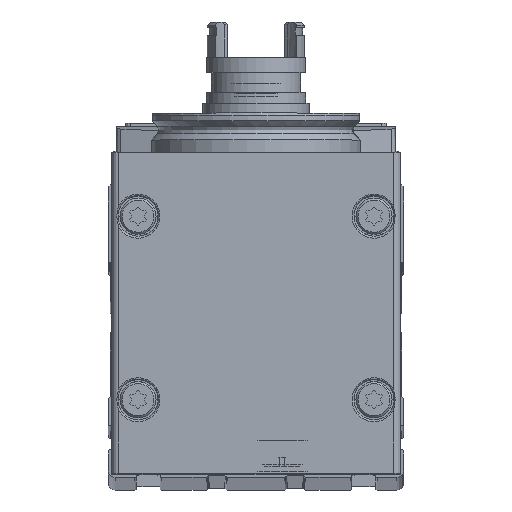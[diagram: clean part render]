
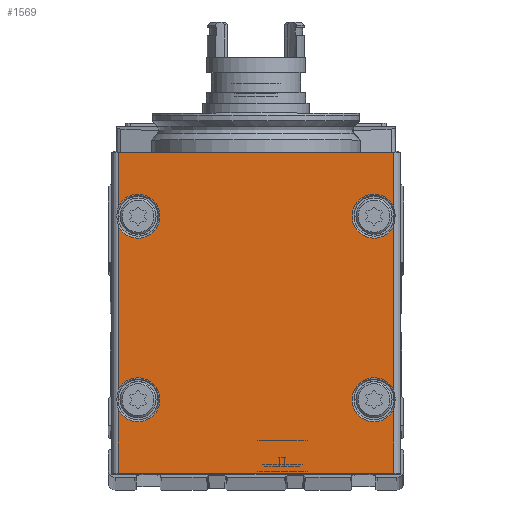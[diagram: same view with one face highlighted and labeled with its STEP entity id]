
A CAD part, top view. The second image highlights one B-rep face of the part: STEP entity #1569.
In plain terms, the highlighted planar face has unit normal (0, 0, 1).
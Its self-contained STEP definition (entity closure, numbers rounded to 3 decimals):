
#1569 = ADVANCED_FACE( '', ( #3543 ), #3544, .F. );
#3543 = FACE_OUTER_BOUND( '', #5963, .T. );
#3544 = PLANE( '', #5964 );
#5963 = EDGE_LOOP( '', ( #10387, #10388, #10389, #10390, #10391, #10392, #10393, #10394, #10395, #10396, #10397, #10398 ) );
#5964 = AXIS2_PLACEMENT_3D( '', #10399, #10400, #10401 );
#10387 = ORIENTED_EDGE( '', *, *, #13994, .T. );
#10388 = ORIENTED_EDGE( '', *, *, #15197, .F. );
#10389 = ORIENTED_EDGE( '', *, *, #15505, .T. );
#10390 = ORIENTED_EDGE( '', *, *, #15195, .F. );
#10391 = ORIENTED_EDGE( '', *, *, #15506, .F. );
#10392 = ORIENTED_EDGE( '', *, *, #15507, .T. );
#10393 = ORIENTED_EDGE( '', *, *, #15508, .T. );
#10394 = ORIENTED_EDGE( '', *, *, #15509, .T. );
#10395 = ORIENTED_EDGE( '', *, *, #15510, .T. );
#10396 = ORIENTED_EDGE( '', *, *, #15511, .T. );
#10397 = ORIENTED_EDGE( '', *, *, #15512, .T. );
#10398 = ORIENTED_EDGE( '', *, *, #15192, .F. );
#10399 = CARTESIAN_POINT( '', ( -21., 49., 52. ) );
#10400 = DIRECTION( '', ( 0., 0., -1. ) );
#10401 = DIRECTION( '', ( -1., 0., 0. ) );
#13994 = EDGE_CURVE( '', #16685, #16686, #16688, .T. );
#15192 = EDGE_CURVE( '', #16685, #18668, #18669, .T. );
#15195 = EDGE_CURVE( '', #18671, #18673, #18674, .T. );
#15197 = EDGE_CURVE( '', #18675, #16686, #18677, .T. );
#15505 = EDGE_CURVE( '', #18675, #18673, #19111, .T. );
#15506 = EDGE_CURVE( '', #19112, #18671, #19113, .T. );
#15507 = EDGE_CURVE( '', #19112, #19114, #19115, .T. );
#15508 = EDGE_CURVE( '', #19114, #19116, #19117, .T. );
#15509 = EDGE_CURVE( '', #19116, #19118, #19119, .T. );
#15510 = EDGE_CURVE( '', #19118, #19120, #19121, .T. );
#15511 = EDGE_CURVE( '', #19120, #19122, #19123, .T. );
#15512 = EDGE_CURVE( '', #19122, #18668, #19124, .T. );
#16685 = VERTEX_POINT( '', #20562 );
#16686 = VERTEX_POINT( '', #20563 );
#16688 = CIRCLE( '', #20574, 3.35 );
#18668 = VERTEX_POINT( '', #23235 );
#18669 = LINE( '', #23236, #23237 );
#18671 = VERTEX_POINT( '', #23239 );
#18673 = VERTEX_POINT( '', #23241 );
#18674 = LINE( '', #23242, #23243 );
#18675 = VERTEX_POINT( '', #23244 );
#18677 = LINE( '', #23255, #23256 );
#19111 = CIRCLE( '', #23881, 3.35 );
#19112 = VERTEX_POINT( '', #23882 );
#19113 = LINE( '', #23883, #23884 );
#19114 = VERTEX_POINT( '', #23885 );
#19115 = LINE( '', #23886, #23887 );
#19116 = VERTEX_POINT( '', #23888 );
#19117 = CIRCLE( '', #23889, 3.35 );
#19118 = VERTEX_POINT( '', #23890 );
#19119 = LINE( '', #23891, #23892 );
#19120 = VERTEX_POINT( '', #23893 );
#19121 = CIRCLE( '', #23894, 3.35 );
#19122 = VERTEX_POINT( '', #23895 );
#19123 = LINE( '', #23896, #23897 );
#19124 = LINE( '', #23898, #23899 );
#20562 = CARTESIAN_POINT( '', ( 21., 9.759, 52. ) );
#20563 = CARTESIAN_POINT( '', ( 21., 12.741, 52. ) );
#20574 = AXIS2_PLACEMENT_3D( '', #25605, #25606, #25607 );
#23235 = CARTESIAN_POINT( '', ( 21., 0., 52. ) );
#23236 = CARTESIAN_POINT( '', ( 21., 49., 52. ) );
#23237 = VECTOR( '', #27293, 1000. );
#23239 = CARTESIAN_POINT( '', ( 21., 49., 52. ) );
#23241 = CARTESIAN_POINT( '', ( 21., 40.741, 52. ) );
#23242 = CARTESIAN_POINT( '', ( 21., 49., 52. ) );
#23243 = VECTOR( '', #27300, 1000. );
#23244 = CARTESIAN_POINT( '', ( 21., 37.759, 52. ) );
#23255 = CARTESIAN_POINT( '', ( 21., 49., 52. ) );
#23256 = VECTOR( '', #27301, 1000. );
#23881 = AXIS2_PLACEMENT_3D( '', #27707, #27708, #27709 );
#23882 = CARTESIAN_POINT( '', ( -21., 49., 52. ) );
#23883 = CARTESIAN_POINT( '', ( -21., 49., 52. ) );
#23884 = VECTOR( '', #27710, 1000. );
#23885 = CARTESIAN_POINT( '', ( -21., 40.741, 52. ) );
#23886 = CARTESIAN_POINT( '', ( -21., 49., 52. ) );
#23887 = VECTOR( '', #27711, 1000. );
#23888 = CARTESIAN_POINT( '', ( -21., 37.759, 52. ) );
#23889 = AXIS2_PLACEMENT_3D( '', #27712, #27713, #27714 );
#23890 = CARTESIAN_POINT( '', ( -21., 12.741, 52. ) );
#23891 = CARTESIAN_POINT( '', ( -21., 49., 52. ) );
#23892 = VECTOR( '', #27715, 1000. );
#23893 = CARTESIAN_POINT( '', ( -21., 9.759, 52. ) );
#23894 = AXIS2_PLACEMENT_3D( '', #27716, #27717, #27718 );
#23895 = CARTESIAN_POINT( '', ( -21., 0., 52. ) );
#23896 = CARTESIAN_POINT( '', ( -21., 49., 52. ) );
#23897 = VECTOR( '', #27719, 1000. );
#23898 = CARTESIAN_POINT( '', ( -21., 0., 52. ) );
#23899 = VECTOR( '', #27720, 1000. );
#25605 = CARTESIAN_POINT( '', ( 18., 11.25, 52. ) );
#25606 = DIRECTION( '', ( 0., 0., -1. ) );
#25607 = DIRECTION( '', ( -1., 0., 0. ) );
#27293 = DIRECTION( '', ( 0., -1., 0. ) );
#27300 = DIRECTION( '', ( 0., -1., 0. ) );
#27301 = DIRECTION( '', ( 0., -1., 0. ) );
#27707 = CARTESIAN_POINT( '', ( 18., 39.25, 52. ) );
#27708 = DIRECTION( '', ( 0., 0., -1. ) );
#27709 = DIRECTION( '', ( -1., 0., 0. ) );
#27710 = DIRECTION( '', ( 1., 0., 0. ) );
#27711 = DIRECTION( '', ( 0., -1., 0. ) );
#27712 = CARTESIAN_POINT( '', ( -18., 39.25, 52. ) );
#27713 = DIRECTION( '', ( 0., 0., -1. ) );
#27714 = DIRECTION( '', ( -1., 0., 0. ) );
#27715 = DIRECTION( '', ( 0., -1., 0. ) );
#27716 = CARTESIAN_POINT( '', ( -18., 11.25, 52. ) );
#27717 = DIRECTION( '', ( 0., 0., -1. ) );
#27718 = DIRECTION( '', ( -1., 0., 0. ) );
#27719 = DIRECTION( '', ( 0., -1., 0. ) );
#27720 = DIRECTION( '', ( 1., 0., 0. ) );
